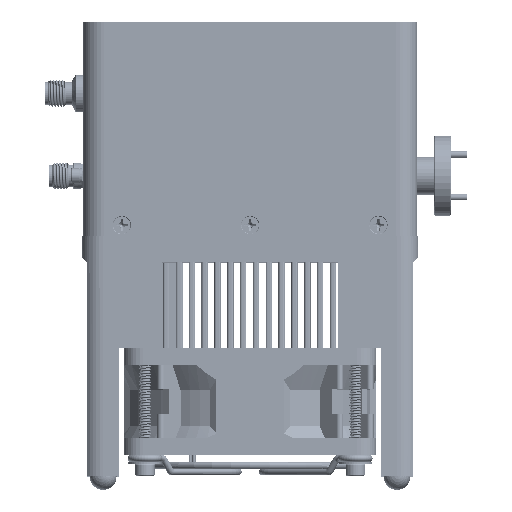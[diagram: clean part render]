
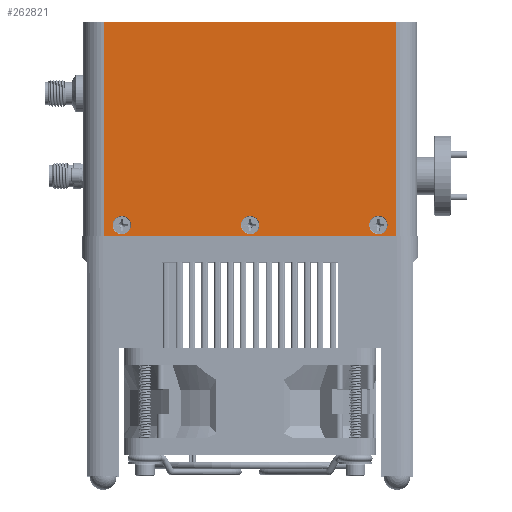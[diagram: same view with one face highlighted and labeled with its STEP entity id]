
A CAD part, top view. The second image highlights one B-rep face of the part: STEP entity #262821.
In plain terms, the highlighted planar face has unit normal (0, 0, 1).
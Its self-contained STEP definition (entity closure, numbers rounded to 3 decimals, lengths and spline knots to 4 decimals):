
#4115 = DIRECTION ( 'NONE',  ( 0., 0., 1. ) ) ;
#5805 = CARTESIAN_POINT ( 'NONE',  ( 1.365, 2., 2.9889 ) ) ;
#7191 = AXIS2_PLACEMENT_3D ( 'NONE', #268675, #30449, #85169 ) ;
#12806 = DIRECTION ( 'NONE',  ( 1., 0., 0. ) ) ;
#22152 = VERTEX_POINT ( 'NONE', #190797 ) ;
#25317 = EDGE_CURVE ( 'NONE', #166261, #76044, #247528, .T. ) ;
#26738 = CARTESIAN_POINT ( 'NONE',  ( 1.365, 0., 2.9889 ) ) ;
#29736 = ORIENTED_EDGE ( 'NONE', *, *, #31383, .T. ) ;
#30449 = DIRECTION ( 'NONE',  ( 0., 0., 1. ) ) ;
#31383 = EDGE_CURVE ( 'NONE', #105299, #76044, #268436, .T. ) ;
#34056 = DIRECTION ( 'NONE',  ( 1., 0., 0. ) ) ;
#37232 = VECTOR ( 'NONE', #336838, 39.3701 ) ;
#38014 = ORIENTED_EDGE ( 'NONE', *, *, #265182, .F. ) ;
#38696 = LINE ( 'NONE', #313768, #202040 ) ;
#53992 = CARTESIAN_POINT ( 'NONE',  ( 1.2, 0.1, 2.9889 ) ) ;
#60928 = AXIS2_PLACEMENT_3D ( 'NONE', #53992, #189813, #105170 ) ;
#63313 = CARTESIAN_POINT ( 'NONE',  ( 1.2, 0.1, 2.9889 ) ) ;
#76044 = VERTEX_POINT ( 'NONE', #282346 ) ;
#76272 = AXIS2_PLACEMENT_3D ( 'NONE', #152134, #305700, #12806 ) ;
#81821 = EDGE_CURVE ( 'NONE', #202257, #196941, #309244, .T. ) ;
#85169 = DIRECTION ( 'NONE',  ( 1., 0., 0. ) ) ;
#90267 = EDGE_CURVE ( 'NONE', #196941, #202257, #303183, .T. ) ;
#93888 = DIRECTION ( 'NONE',  ( 0., 0., 1. ) ) ;
#97052 = VECTOR ( 'NONE', #132982, 39.3701 ) ;
#102228 = EDGE_LOOP ( 'NONE', ( #140007, #258085 ) ) ;
#104038 = DIRECTION ( 'NONE',  ( 0., 0., -1. ) ) ;
#105170 = DIRECTION ( 'NONE',  ( 1., 0., 0. ) ) ;
#105299 = VERTEX_POINT ( 'NONE', #343782 ) ;
#119710 = VERTEX_POINT ( 'NONE', #299061 ) ;
#132645 = ORIENTED_EDGE ( 'NONE', *, *, #25317, .F. ) ;
#132982 = DIRECTION ( 'NONE',  ( 0., -1., 0. ) ) ;
#139904 = EDGE_CURVE ( 'NONE', #22152, #119710, #143979, .T. ) ;
#140007 = ORIENTED_EDGE ( 'NONE', *, *, #90267, .F. ) ;
#143979 = CIRCLE ( 'NONE', #76272, 0.086 ) ;
#148641 = CARTESIAN_POINT ( 'NONE',  ( 1.286, 0.1, 2.9889 ) ) ;
#149825 = CIRCLE ( 'NONE', #341429, 0.086 ) ;
#152134 = CARTESIAN_POINT ( 'NONE',  ( -1.2, 0.1, 2.9889 ) ) ;
#153497 = FACE_BOUND ( 'NONE', #102228, .T. ) ;
#153770 = CARTESIAN_POINT ( 'NONE',  ( 0., 0.1, 2.9889 ) ) ;
#164241 = EDGE_LOOP ( 'NONE', ( #29736, #132645, #38014, #327848 ) ) ;
#166261 = VERTEX_POINT ( 'NONE', #207008 ) ;
#170932 = DIRECTION ( 'NONE',  ( 1., 0., 0. ) ) ;
#177513 = EDGE_CURVE ( 'NONE', #119710, #22152, #227616, .T. ) ;
#178084 = CARTESIAN_POINT ( 'NONE',  ( -1.365, 2., 2.9889 ) ) ;
#179976 = FACE_BOUND ( 'NONE', #184503, .T. ) ;
#184503 = EDGE_LOOP ( 'NONE', ( #311071, #272361 ) ) ;
#187322 = VERTEX_POINT ( 'NONE', #202059 ) ;
#189813 = DIRECTION ( 'NONE',  ( 0., 0., 1. ) ) ;
#190797 = CARTESIAN_POINT ( 'NONE',  ( -1.114, 0.1, 2.9889 ) ) ;
#192943 = CARTESIAN_POINT ( 'NONE',  ( -1.2, 0.1, 2.9889 ) ) ;
#195619 = EDGE_CURVE ( 'NONE', #212426, #187322, #149825, .T. ) ;
#196020 = EDGE_CURVE ( 'NONE', #343362, #105299, #206335, .T. ) ;
#196941 = VERTEX_POINT ( 'NONE', #148641 ) ;
#202040 = VECTOR ( 'NONE', #259141, 39.3701 ) ;
#202059 = CARTESIAN_POINT ( 'NONE',  ( -0.086, 0.1, 2.9889 ) ) ;
#202257 = VERTEX_POINT ( 'NONE', #319681 ) ;
#203491 = CARTESIAN_POINT ( 'NONE',  ( -1.365, 2., 2.9889 ) ) ;
#206335 = LINE ( 'NONE', #178084, #37232 ) ;
#206344 = EDGE_CURVE ( 'NONE', #187322, #212426, #215827, .T. ) ;
#207008 = CARTESIAN_POINT ( 'NONE',  ( 1.365, 2., 2.9889 ) ) ;
#212426 = VERTEX_POINT ( 'NONE', #343571 ) ;
#215827 = CIRCLE ( 'NONE', #7191, 0.086 ) ;
#227616 = CIRCLE ( 'NONE', #233160, 0.086 ) ;
#233160 = AXIS2_PLACEMENT_3D ( 'NONE', #192943, #4115, #34056 ) ;
#238131 = DIRECTION ( 'NONE',  ( -1., 0., 0. ) ) ;
#241557 = AXIS2_PLACEMENT_3D ( 'NONE', #63313, #257254, #170932 ) ;
#247528 = LINE ( 'NONE', #5805, #97052 ) ;
#257254 = DIRECTION ( 'NONE',  ( 0., 0., 1. ) ) ;
#258085 = ORIENTED_EDGE ( 'NONE', *, *, #81821, .F. ) ;
#258518 = ORIENTED_EDGE ( 'NONE', *, *, #177513, .F. ) ;
#259141 = DIRECTION ( 'NONE',  ( 1., 0., 0. ) ) ;
#261097 = FACE_OUTER_BOUND ( 'NONE', #164241, .T. ) ;
#261366 = DIRECTION ( 'NONE',  ( 1., 0., 0. ) ) ;
#262821 = ADVANCED_FACE ( 'NONE', ( #179976, #153497, #261097, #319186 ), #345662, .F. ) ;
#264570 = CARTESIAN_POINT ( 'NONE',  ( 1.365, 2., 2.9889 ) ) ;
#265182 = EDGE_CURVE ( 'NONE', #343362, #166261, #38696, .T. ) ;
#268436 = LINE ( 'NONE', #26738, #320334 ) ;
#268675 = CARTESIAN_POINT ( 'NONE',  ( 0., 0.1, 2.9889 ) ) ;
#272361 = ORIENTED_EDGE ( 'NONE', *, *, #206344, .F. ) ;
#282346 = CARTESIAN_POINT ( 'NONE',  ( 1.365, 0., 2.9889 ) ) ;
#288101 = ORIENTED_EDGE ( 'NONE', *, *, #139904, .F. ) ;
#298161 = EDGE_LOOP ( 'NONE', ( #288101, #258518 ) ) ;
#299061 = CARTESIAN_POINT ( 'NONE',  ( -1.286, 0.1, 2.9889 ) ) ;
#303183 = CIRCLE ( 'NONE', #60928, 0.086 ) ;
#305700 = DIRECTION ( 'NONE',  ( 0., 0., 1. ) ) ;
#309244 = CIRCLE ( 'NONE', #241557, 0.086 ) ;
#311071 = ORIENTED_EDGE ( 'NONE', *, *, #195619, .F. ) ;
#313768 = CARTESIAN_POINT ( 'NONE',  ( 1.365, 2., 2.9889 ) ) ;
#316778 = AXIS2_PLACEMENT_3D ( 'NONE', #264570, #104038, #238131 ) ;
#319186 = FACE_BOUND ( 'NONE', #298161, .T. ) ;
#319609 = DIRECTION ( 'NONE',  ( 1., 0., 0. ) ) ;
#319681 = CARTESIAN_POINT ( 'NONE',  ( 1.114, 0.1, 2.9889 ) ) ;
#320334 = VECTOR ( 'NONE', #319609, 39.3701 ) ;
#327848 = ORIENTED_EDGE ( 'NONE', *, *, #196020, .T. ) ;
#336838 = DIRECTION ( 'NONE',  ( 0., -1., 0. ) ) ;
#341429 = AXIS2_PLACEMENT_3D ( 'NONE', #153770, #93888, #261366 ) ;
#343362 = VERTEX_POINT ( 'NONE', #203491 ) ;
#343571 = CARTESIAN_POINT ( 'NONE',  ( 0.086, 0.1, 2.9889 ) ) ;
#343782 = CARTESIAN_POINT ( 'NONE',  ( -1.365, 0., 2.9889 ) ) ;
#345662 = PLANE ( 'NONE',  #316778 ) ;
